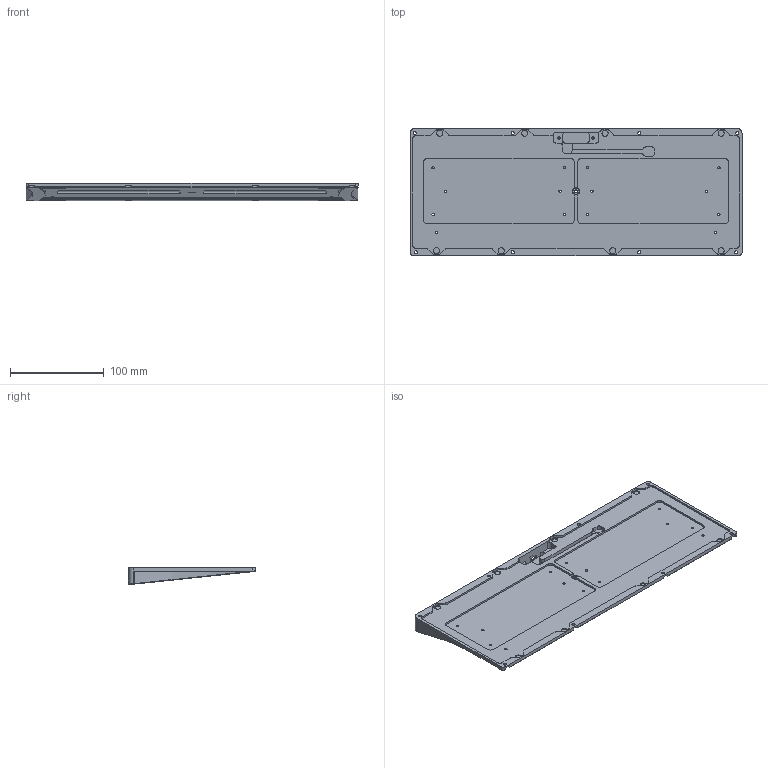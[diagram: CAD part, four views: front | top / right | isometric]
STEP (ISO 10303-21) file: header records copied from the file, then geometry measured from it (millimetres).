
FILE_DESCRIPTION(('HOOPS Exchange Step'),'2;1');
FILE_NAME('export-B1FC5574-FCA7-4B66-A372-DBA04CF45D87.stp','2021-10-10T18:38:13-04:00',('xyz'),('Alibre'),'HOOPS Exchange 2021.0','Alibre','Unknown authorisation');
FILE_SCHEMA( ('AP242_MANAGED_MODEL_BASED_3D_ENGINEERING_MIM_LF {1 0 10303 442 1 1 4 }') );
Length unit declared in the file: millimetre
Products named in the file (1): bottom
Bounding box: 354.21 x 135.61 x 18.43 mm (x, y, z)
Volume: 304470.7 mm3; surface area: 117596.1 mm2
Topology: 1 solids, 1 shells, 387 faces, 1053 edges, 699 vertices
Faces by surface type: plane 185, cylinder 161, cone 24, bspline 17
Full cylindrical faces by diameter (mm): 2.5 x18, 3.4 x9, 6 x4, 6.5 x8, 7.5 x1, 8.2 x1
Entity records: 14418 total; most frequent: CARTESIAN_POINT 4136, DIRECTION 2226, ORIENTED_EDGE 2106, EDGE_CURVE 1053, AXIS2_PLACEMENT_3D 801, VERTEX_POINT 699, VECTOR 624, LINE 624
